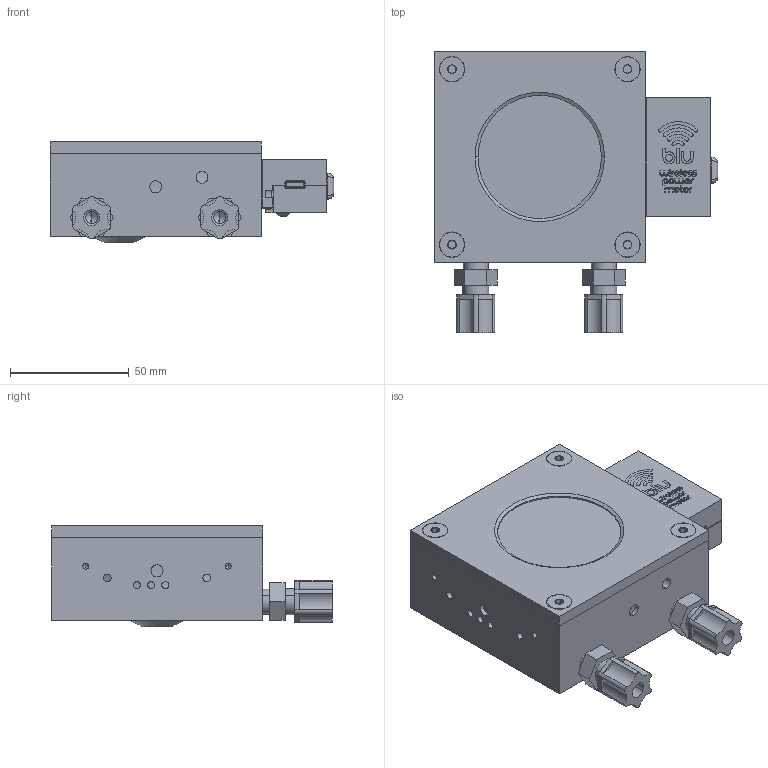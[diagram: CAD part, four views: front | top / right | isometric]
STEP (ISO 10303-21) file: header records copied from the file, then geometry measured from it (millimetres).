
FILE_DESCRIPTION (( 'STEP AP214' ), '1' );
FILE_NAME ('SK-9985 UP52M-300W-QED-BLU-D0.STEP', '2019-06-19T20:47:41', ( '' ), ( '' ), 'SwSTEP 2.0', 'SolidWorks 2018', '' );
FILE_SCHEMA (( 'AUTOMOTIVE_DESIGN' ));
Length unit declared in the file: millimetre
Products named in the file (1): SK-9985 UP52M-300W-QED-BLU-D0
Bounding box: 119.57 x 118.5 x 42.66 mm (x, y, z)
Volume: 341847.8 mm3; surface area: 77108.4 mm2
Topology: 20 solids, 31 shells, 2282 faces, 6151 edges, 3999 vertices
Faces by surface type: plane 962, cylinder 669, bspline 472, cone 158, torus 16, sphere 5
Entity records: 193287 total; most frequent: CARTESIAN_POINT 116177, ORIENTED_EDGE 12236, DIRECTION 8603, EDGE_CURVE 6118, VERTEX_POINT 3999, LINE 3399, VECTOR 3399, AXIS2_PLACEMENT_3D 2602
